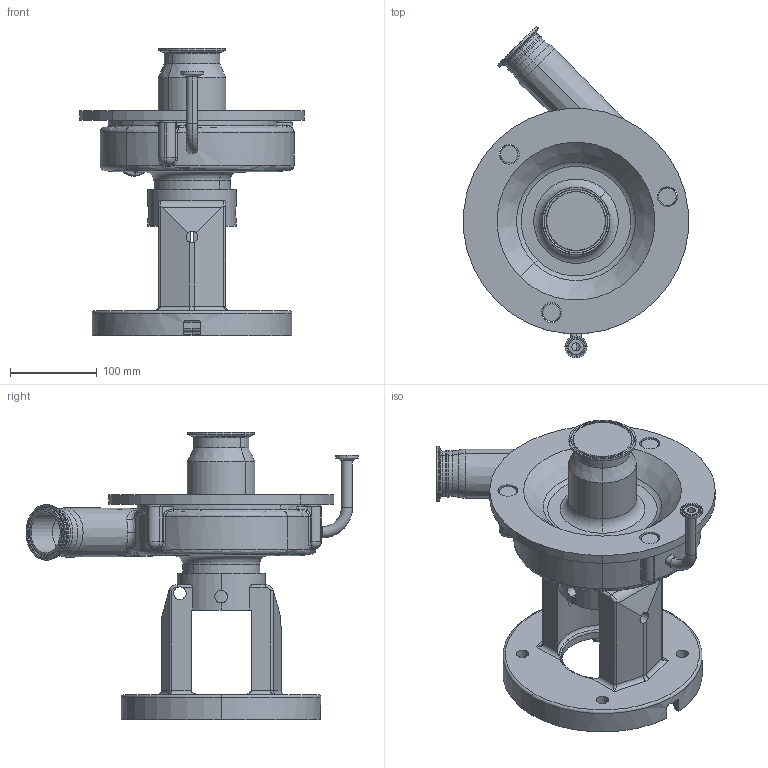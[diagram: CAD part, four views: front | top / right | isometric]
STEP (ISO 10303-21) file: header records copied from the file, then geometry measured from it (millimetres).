
FILE_DESCRIPTION (( 'STEP AP214' ), '1' );
FILE_NAME ('FPX 3531-3532 250TC 45L 1-2 In ELBOW FRONT.STEP', '2022-12-19T16:02:07', ( '' ), ( '' ), 'SwSTEP 2.0', 'SolidWorks 2021', '' );
FILE_SCHEMA (( 'AUTOMOTIVE_DESIGN' ));
Length unit declared in the file: millimetre
Products named in the file (2): FPX 353 250TC 45L 1-2 In ELBOW FRONT^1275000092.STEP; FPX 3531-3532 250TC 45L 1-2 In ELBOW FRONT
Assembly tree (1 placements, depth 2):
  FPX 3531-3532 250TC 45L 1-2 In ELBOW FRONT
    FPX 353 250TC 45L 1-2 In ELBOW FRONT^1275000092.STEP
Bounding box: 259.01 x 382.56 x 331.5 mm (x, y, z)
Volume: 4005810.6 mm3; surface area: 509253.8 mm2
Topology: 1 solids, 4 shells, 546 faces, 1340 edges, 792 vertices
Faces by surface type: cylinder 204, torus 131, plane 90, bspline 67, cone 36, sphere 18
Entity records: 40004 total; most frequent: CARTESIAN_POINT 27539, ORIENTED_EDGE 2658, DIRECTION 2584, EDGE_CURVE 1329, AXIS2_PLACEMENT_3D 1102, VERTEX_POINT 791, CIRCLE 619, EDGE_LOOP 582
